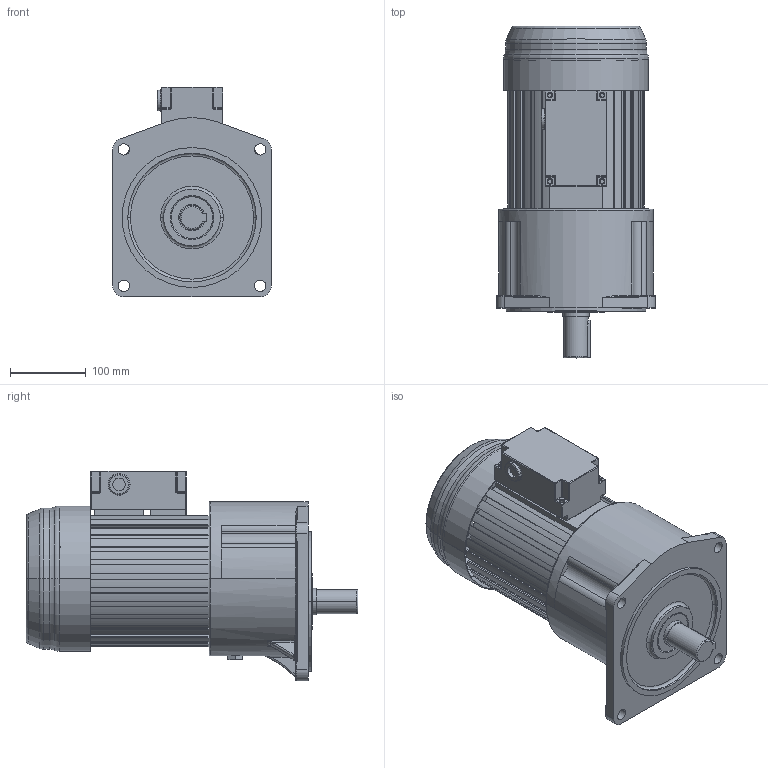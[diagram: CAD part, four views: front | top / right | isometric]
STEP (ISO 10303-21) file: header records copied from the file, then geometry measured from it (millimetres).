
FILE_DESCRIPTION (( 'STEP AP214' ), '1' );
FILE_NAME ('GV-32-1500-i-A-B-G4-DR.STEP', '2023-09-19T01:42:23', ( '' ), ( '' ), 'SwSTEP 2.0', 'SolidWorks 2021', '' );
FILE_SCHEMA (( 'AUTOMOTIVE_DESIGN' ));
Length unit declared in the file: millimetre
Products named in the file (7): 煞車接線盒DOWN-UP_預設; GV-32-1500-i-A-G4-DR(2)_蕼偞; 1500W_蕼偞; 1500W190_蕼偞; GV32_蕼偞; ASM0016_ASM_1_ASM_蕼偞; GV-32-1500-i-A-B-G4-DR
Assembly tree (6 placements, depth 4):
  GV-32-1500-i-A-B-G4-DR
    GV-32-1500-i-A-G4-DR(2)_蕼偞
      ASM0016_ASM_1_ASM_蕼偞
        GV32_蕼偞
      1500W_蕼偞
      1500W190_蕼偞
    煞車接線盒DOWN-UP_預設
Bounding box: 210.01 x 439 x 277.6 mm (x, y, z)
Volume: 3053730.8 mm3; surface area: 814428.3 mm2
Topology: 4 solids, 12 shells, 1649 faces, 4364 edges, 2741 vertices
Faces by surface type: plane 903, cylinder 435, torus 194, bspline 61, sphere 45, cone 11
Entity records: 57247 total; most frequent: CARTESIAN_POINT 15962, ORIENTED_EDGE 8644, DIRECTION 8403, EDGE_CURVE 4322, VECTOR 2829, LINE 2829, AXIS2_PLACEMENT_3D 2787, VERTEX_POINT 2741
